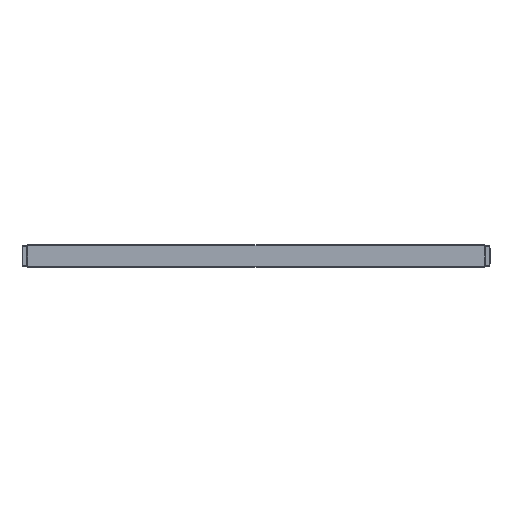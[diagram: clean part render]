
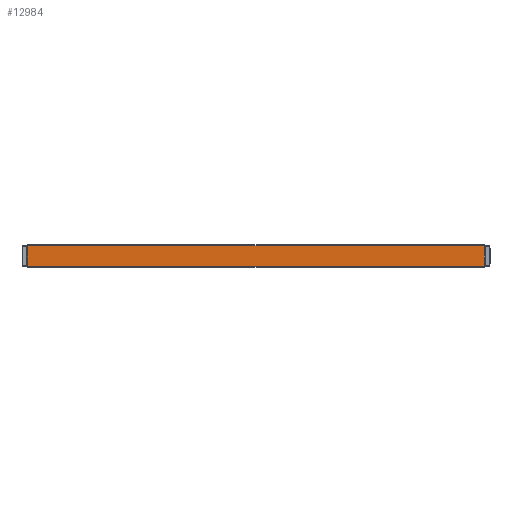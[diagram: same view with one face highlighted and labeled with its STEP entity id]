
A CAD part, front view. The second image highlights one B-rep face of the part: STEP entity #12984.
In plain terms, the highlighted planar face has unit normal (0, -1, 0).
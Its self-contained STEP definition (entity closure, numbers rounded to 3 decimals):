
#10525=FACE_OUTER_BOUND('',#24212,.T.);
#12984=ADVANCED_FACE('',(#10525),#16502,.T.);
#16502=PLANE('',#69723);
#24212=EDGE_LOOP('',(#29469,#29470,#29471,#29472));
#29469=ORIENTED_EDGE('',*,*,#51761,.T.);
#29470=ORIENTED_EDGE('',*,*,#51762,.T.);
#29471=ORIENTED_EDGE('',*,*,#51763,.T.);
#29472=ORIENTED_EDGE('',*,*,#51764,.T.);
#45925=VERTEX_POINT('',#92411);
#45926=VERTEX_POINT('',#92412);
#45927=VERTEX_POINT('',#92414);
#45928=VERTEX_POINT('',#92416);
#51761=EDGE_CURVE('',#45925,#45926,#59901,.T.);
#51762=EDGE_CURVE('',#45926,#45927,#59902,.T.);
#51763=EDGE_CURVE('',#45927,#45928,#59903,.T.);
#51764=EDGE_CURVE('',#45928,#45925,#59904,.T.);
#59901=LINE('',#92410,#64893);
#59902=LINE('',#92413,#64894);
#59903=LINE('',#92415,#64895);
#59904=LINE('',#92417,#64896);
#64893=VECTOR('',#75554,1.);
#64894=VECTOR('',#75555,1.);
#64895=VECTOR('',#75556,1.);
#64896=VECTOR('',#75557,1.);
#69723=AXIS2_PLACEMENT_3D('',#92418,#75558,#75559);
#75554=DIRECTION('',(-1.,0.,0.));
#75555=DIRECTION('',(0.,0.,-1.));
#75556=DIRECTION('',(1.,0.,0.));
#75557=DIRECTION('',(0.,0.,1.));
#75558=DIRECTION('',(0.,-1.,0.));
#75559=DIRECTION('',(0.,0.,1.));
#92410=CARTESIAN_POINT('',(150.,0.,14.25));
#92411=CARTESIAN_POINT('',(299.275,0.,14.25));
#92412=CARTESIAN_POINT('',(0.725,0.,14.25));
#92413=CARTESIAN_POINT('',(0.725,0.,0.));
#92414=CARTESIAN_POINT('',(0.725,0.,0.75));
#92415=CARTESIAN_POINT('',(150.,0.,0.75));
#92416=CARTESIAN_POINT('',(299.275,0.,0.75));
#92417=CARTESIAN_POINT('',(299.275,0.,0.));
#92418=CARTESIAN_POINT('',(150.,0.,0.));
